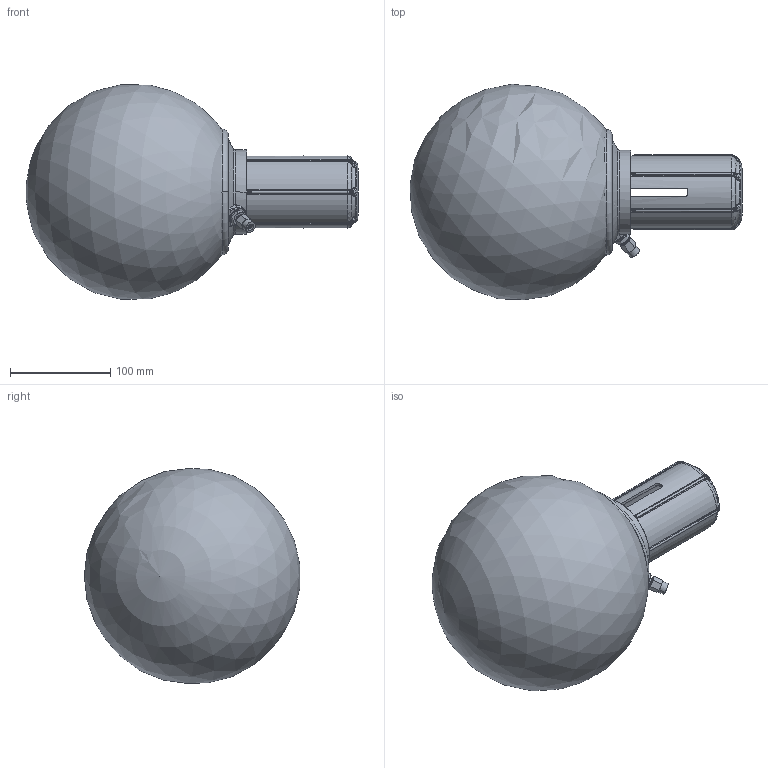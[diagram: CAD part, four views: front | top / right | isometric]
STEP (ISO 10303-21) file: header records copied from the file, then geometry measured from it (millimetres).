
FILE_DESCRIPTION((''),'2;1');
FILE_NAME('003H6281_AVP_PN25_ASM','2015-02-20T',('u317927'),('Danfoss'),'PRO/ENGINEER BY PARAMETRIC TECHNOLOGY CORPORATION, 2014000','PRO/ENGINEER BY PARAMETRIC TECHNOLOGY CORPORATION, 2014000','');
FILE_SCHEMA(('CONFIG_CONTROL_DESIGN'));
Length unit declared in the file: millimetre
Products named in the file (20): 88810780-MODIFIED_1; 8883816_ASM_1; 88810790_ZAVIHAN_1; 8883807_INST_1; TRATA-MUTTER_1; 8883751_ASM_1_ASM; 8882920_1; 88800095_ASM_1; RETURN-1_6_ASM_1_ASM; 88810710_1; SERTO2_1; SERTO3_1; SERTO-1_ASM_1_ASM; 8880016-ROUND_1; 8883510_1; STICKER-ACTUATOR_1; TYPENSCHILD-ANTRIEB_1; 5454032_1; 003H6281_ASM_1_ASM; 003H6281_AVP_PN25_ASM
Assembly tree (19 placements, depth 4):
  003H6281_AVP_PN25_ASM
    003H6281_ASM_1_ASM
      8883751_ASM_1_ASM
        88810780-MODIFIED_1
        8883816_ASM_1
        88810790_ZAVIHAN_1
        8883807_INST_1
        TRATA-MUTTER_1
      RETURN-1_6_ASM_1_ASM
        8882920_1
        88800095_ASM_1
      SERTO-1_ASM_1_ASM
        88810710_1
        SERTO2_1
        SERTO3_1
      8880016-ROUND_1
      8883510_1
      STICKER-ACTUATOR_1
      TYPENSCHILD-ANTRIEB_1
      5454032_1
Bounding box: 331.29 x 214.99 x 214.42 mm (x, y, z)
Volume: 5605328.8 mm3; surface area: 336241.5 mm2
Topology: 13 solids, 25 shells, 1660 faces, 4250 edges, 2663 vertices
Faces by surface type: plane 760, cylinder 274, bspline 256, cone 193, torus 154, sphere 23
Entity records: 62159 total; most frequent: CARTESIAN_POINT 24817, ORIENTED_EDGE 8396, DIRECTION 6800, EDGE_CURVE 4233, AXIS2_PLACEMENT_3D 2717, VERTEX_POINT 2661, EDGE_LOOP 1745, FACE_OUTER_BOUND 1660
